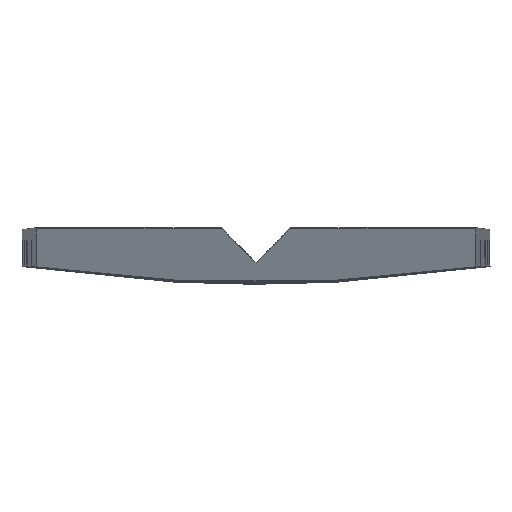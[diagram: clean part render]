
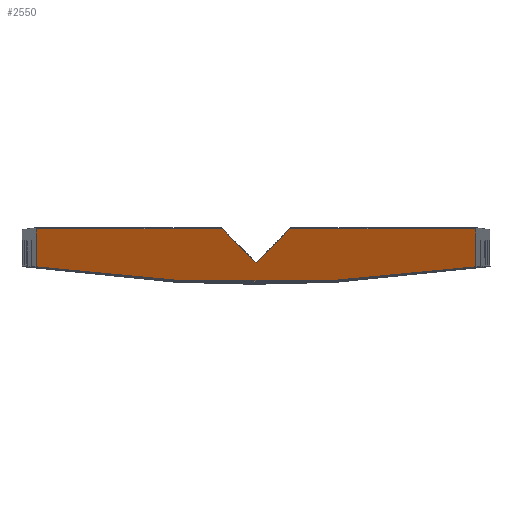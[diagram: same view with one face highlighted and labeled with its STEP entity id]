
A CAD part, top view. The second image highlights one B-rep face of the part: STEP entity #2550.
In plain terms, the highlighted planar face has unit normal (0, -0.383, 0.924).
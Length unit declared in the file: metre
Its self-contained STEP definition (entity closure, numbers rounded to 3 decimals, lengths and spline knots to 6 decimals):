
#28=ELLIPSE('',#2658,0.192508,0.1778);
#446=LINE('',#5083,#539);
#459=LINE('',#6007,#552);
#460=LINE('',#6009,#553);
#461=LINE('',#6011,#554);
#462=LINE('',#6013,#555);
#463=LINE('',#6014,#556);
#539=VECTOR('',#2908,1.);
#552=VECTOR('',#2925,1.);
#553=VECTOR('',#2926,1.);
#554=VECTOR('',#2927,1.);
#555=VECTOR('',#2928,1.);
#556=VECTOR('',#2929,1.);
#1080=ORIENTED_EDGE('',*,*,#1636,.T.);
#1081=ORIENTED_EDGE('',*,*,#1743,.T.);
#1082=ORIENTED_EDGE('',*,*,#1744,.F.);
#1083=ORIENTED_EDGE('',*,*,#1745,.T.);
#1084=ORIENTED_EDGE('',*,*,#1746,.F.);
#1085=ORIENTED_EDGE('',*,*,#1631,.T.);
#1086=ORIENTED_EDGE('',*,*,#1747,.F.);
#1631=EDGE_CURVE('',#1977,#1978,#28,.T.);
#1636=EDGE_CURVE('',#1982,#1981,#446,.T.);
#1743=EDGE_CURVE('',#1981,#2039,#459,.T.);
#1744=EDGE_CURVE('',#2040,#2039,#460,.T.);
#1745=EDGE_CURVE('',#2040,#2041,#461,.T.);
#1746=EDGE_CURVE('',#1977,#2041,#462,.T.);
#1747=EDGE_CURVE('',#1982,#1978,#463,.T.);
#1977=VERTEX_POINT('',#5073);
#1978=VERTEX_POINT('',#5074);
#1981=VERTEX_POINT('',#5082);
#1982=VERTEX_POINT('',#5084);
#2039=VERTEX_POINT('',#6008);
#2040=VERTEX_POINT('',#6010);
#2041=VERTEX_POINT('',#6012);
#2215=EDGE_LOOP('',(#1080,#1081,#1082,#1083,#1084,#1085,#1086));
#2376=FACE_BOUND('',#2215,.T.);
#2426=PLANE('',#2664);
#2550=ADVANCED_FACE('',(#2376),#2426,.T.);
#2658=AXIS2_PLACEMENT_3D('',#5072,#2897,#2898);
#2664=AXIS2_PLACEMENT_3D('',#6006,#2923,#2924);
#2897=DIRECTION('',(0.,-0.383,0.924));
#2898=DIRECTION('',(0.,-0.924,-0.383));
#2908=DIRECTION('',(-1.,0.,0.));
#2923=DIRECTION('',(0.,-0.383,0.924));
#2924=DIRECTION('',(-1.,0.,0.));
#2925=DIRECTION('',(-0.678,-0.678,-0.282));
#2926=DIRECTION('',(0.678,-0.678,-0.282));
#2927=DIRECTION('',(-1.,0.,0.));
#2928=DIRECTION('',(0.005,0.924,0.383));
#2929=DIRECTION('',(0.005,-0.924,-0.383));
#5072=CARTESIAN_POINT('',(-0.000005,0.16116,0.315047));
#5073=CARTESIAN_POINT('',(-0.025268,-0.014836,0.241997));
#5074=CARTESIAN_POINT('',(0.025259,-0.014836,0.241997));
#5082=CARTESIAN_POINT('',(0.003857,-0.010479,0.243805));
#5083=CARTESIAN_POINT('',(-0.025243,-0.010479,0.243805));
#5084=CARTESIAN_POINT('',(0.025235,-0.010479,0.243805));
#6006=CARTESIAN_POINT('',(-0.000005,-0.010341,0.243863));
#6007=CARTESIAN_POINT('',(0.002154,-0.012182,0.243098));
#6008=CARTESIAN_POINT('',(-0.000005,-0.014341,0.242202));
#6009=CARTESIAN_POINT('',(-0.002163,-0.012182,0.243098));
#6010=CARTESIAN_POINT('',(-0.003866,-0.010479,0.243805));
#6011=CARTESIAN_POINT('',(-0.025243,-0.010479,0.243805));
#6012=CARTESIAN_POINT('',(-0.025244,-0.010479,0.243805));
#6013=CARTESIAN_POINT('',(-0.025381,-0.035384,0.233468));
#6014=CARTESIAN_POINT('',(0.025372,-0.035384,0.233468));
